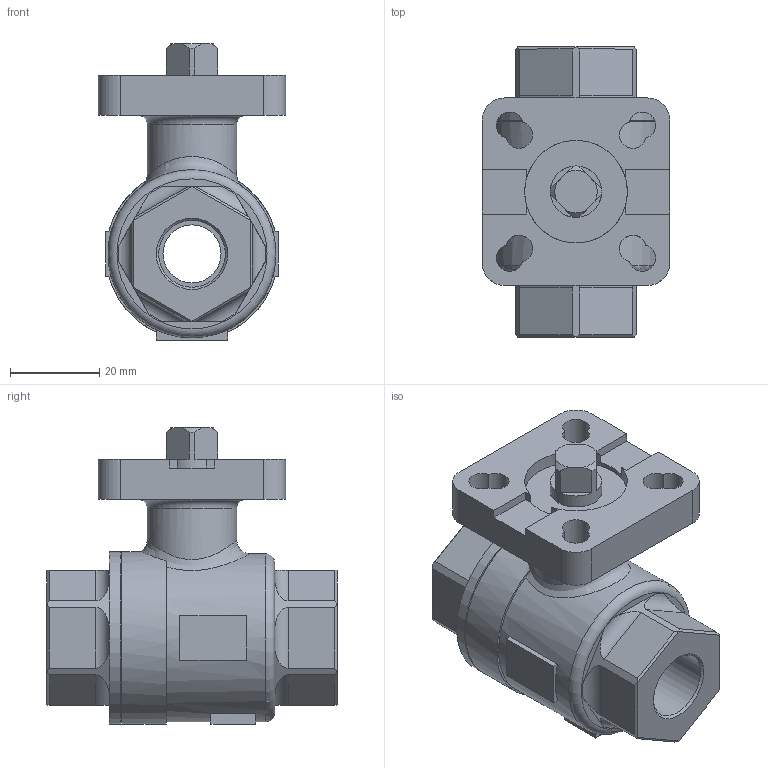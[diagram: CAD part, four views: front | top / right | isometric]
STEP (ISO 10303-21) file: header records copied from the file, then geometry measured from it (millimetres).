
FILE_DESCRIPTION( ( 'Unknown' ), '1' );
FILE_NAME( '8.550.012.stp', 'Unknown', ( 'Unknown' ), ( 'Unknown' ), 'PSStep 13.0', 'Unknown', ' ' );
FILE_SCHEMA( ( 'AUTOMOTIVE_DESIGN { 1 0 10303 214 1 1 1 1 }' ) );
Length unit declared in the file: millimetre
Products named in the file (1): 1
Bounding box: 42 x 65 x 66.3 mm (x, y, z)
Volume: 67617.4 mm3; surface area: 17986.4 mm2
Topology: 1 solids, 1 shells, 130 faces, 349 edges, 232 vertices
Faces by surface type: plane 87, cylinder 34, cone 6, torus 2, bspline 1
Full cylindrical faces by diameter (mm): 11.5 x1, 13 x1, 14.95 x2, 20 x1, 23 x1, 37.6 x2, 38.6 x2
Entity records: 6631 total; most frequent: CARTESIAN_POINT 2345, DIRECTION 664, ORIENTED_EDGE 652, EDGE_CURVE 326, VERTEX_POINT 224, LINE 222, VECTOR 222, AXIS2_PLACEMENT_3D 221
